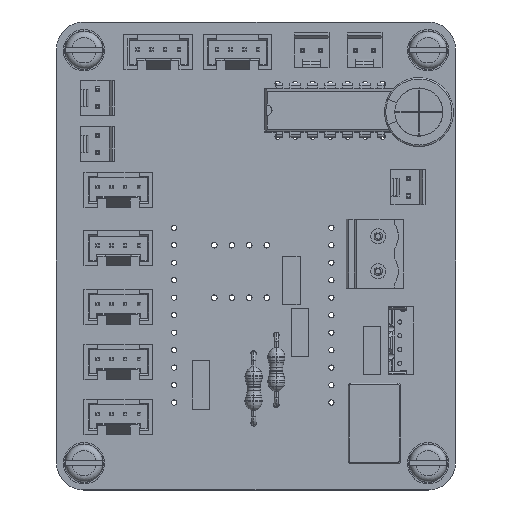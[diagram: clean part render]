
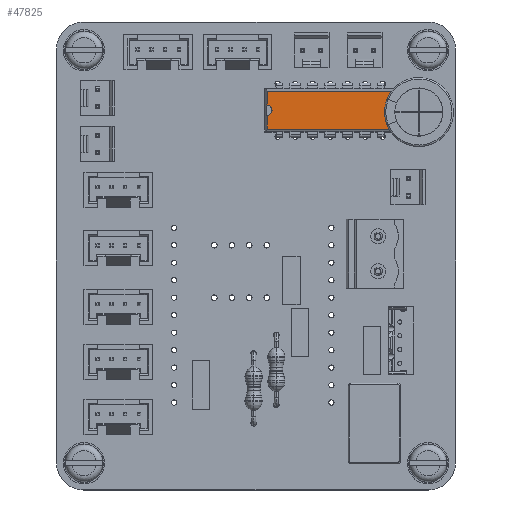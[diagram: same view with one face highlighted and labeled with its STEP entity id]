
A CAD part, top view. The second image highlights one B-rep face of the part: STEP entity #47825.
In plain terms, the highlighted planar face has unit normal (0, 0, 1).
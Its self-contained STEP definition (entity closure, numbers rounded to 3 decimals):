
#34218 = B_SPLINE_SURFACE_WITH_KNOTS('',1,1,(
    (#34219,#34220)
    ,(#34221,#34222
    )),.UNSPECIFIED.,.F.,.F.,.F.,(2,2),(2,2),(0.,18.9),(0.,1.),
  .PIECEWISE_BEZIER_KNOTS.);
#34219 = CARTESIAN_POINT('',(6.91,-17.07,2.157));
#34220 = CARTESIAN_POINT('',(6.586,-16.746,3.68));
#34221 = CARTESIAN_POINT('',(6.91,1.83,2.157));
#34222 = CARTESIAN_POINT('',(6.586,1.506,3.68));
#37258 = B_SPLINE_SURFACE_WITH_KNOTS('',1,1,(
    (#37259,#37260)
    ,(#37261,#37262
    )),.UNSPECIFIED.,.F.,.F.,.F.,(2,2),(2,2),(0.,6.2),(0.,1.),
  .PIECEWISE_BEZIER_KNOTS.);
#37259 = CARTESIAN_POINT('',(6.91,1.83,2.157));
#37260 = CARTESIAN_POINT('',(6.586,1.506,3.68));
#37261 = CARTESIAN_POINT('',(0.71,1.83,2.157));
#37262 = CARTESIAN_POINT('',(1.034,1.506,3.68));
#37339 = B_SPLINE_SURFACE_WITH_KNOTS('',1,1,(
    (#37340,#37341)
    ,(#37342,#37343
    )),.UNSPECIFIED.,.F.,.F.,.F.,(2,2),(2,2),(0.,18.9),(0.,1.),
  .PIECEWISE_BEZIER_KNOTS.);
#37340 = CARTESIAN_POINT('',(0.71,1.83,2.157));
#37341 = CARTESIAN_POINT('',(1.034,1.506,3.68));
#37342 = CARTESIAN_POINT('',(0.71,-17.07,2.157));
#37343 = CARTESIAN_POINT('',(1.034,-16.746,3.68));
#40366 = B_SPLINE_SURFACE_WITH_KNOTS('',1,1,(
    (#40367,#40368)
    ,(#40369,#40370
    )),.UNSPECIFIED.,.F.,.F.,.F.,(2,2),(2,2),(0.,6.2),(0.,1.),
  .PIECEWISE_BEZIER_KNOTS.);
#40367 = CARTESIAN_POINT('',(0.71,-17.07,2.157));
#40368 = CARTESIAN_POINT('',(1.034,-16.746,3.68));
#40369 = CARTESIAN_POINT('',(6.91,-17.07,2.157));
#40370 = CARTESIAN_POINT('',(6.586,-16.746,3.68));
#40538 = VERTEX_POINT('',#40539);
#40539 = CARTESIAN_POINT('',(6.586,1.506,3.68));
#40559 = EDGE_CURVE('',#40560,#40538,#40562,.T.);
#40560 = VERTEX_POINT('',#40561);
#40561 = CARTESIAN_POINT('',(6.586,-16.746,3.68));
#40562 = SURFACE_CURVE('',#40563,(#40567,#40573),.PCURVE_S1.);
#40563 = LINE('',#40564,#40565);
#40564 = CARTESIAN_POINT('',(6.586,-16.746,3.68));
#40565 = VECTOR('',#40566,1.);
#40566 = DIRECTION('',(0.,1.,0.));
#40567 = PCURVE('',#34218,#40568);
#40568 = DEFINITIONAL_REPRESENTATION('',(#40569),#40572);
#40569 = B_SPLINE_CURVE_WITH_KNOTS('',1,(#40570,#40571),.UNSPECIFIED.,
  .F.,.F.,(2,2),(0.,18.253),.PIECEWISE_BEZIER_KNOTS.);
#40570 = CARTESIAN_POINT('',(0.,1.));
#40571 = CARTESIAN_POINT('',(18.9,1.));
#40572 = ( GEOMETRIC_REPRESENTATION_CONTEXT(2) 
PARAMETRIC_REPRESENTATION_CONTEXT() REPRESENTATION_CONTEXT('2D SPACE',''
  ) );
#40573 = PCURVE('',#40574,#40579);
#40574 = PLANE('',#40575);
#40575 = AXIS2_PLACEMENT_3D('',#40576,#40577,#40578);
#40576 = CARTESIAN_POINT('',(6.586,-16.746,3.68));
#40577 = DIRECTION('',(-0.,0.,-1.));
#40578 = DIRECTION('',(-0.291,0.957,0.));
#40579 = DEFINITIONAL_REPRESENTATION('',(#40580),#40584);
#40580 = LINE('',#40581,#40582);
#40581 = CARTESIAN_POINT('',(0.,0.));
#40582 = VECTOR('',#40583,1.);
#40583 = DIRECTION('',(0.957,0.291));
#40584 = ( GEOMETRIC_REPRESENTATION_CONTEXT(2) 
PARAMETRIC_REPRESENTATION_CONTEXT() REPRESENTATION_CONTEXT('2D SPACE',''
  ) );
#43707 = VERTEX_POINT('',#43708);
#43708 = CARTESIAN_POINT('',(1.034,1.506,3.68));
#43728 = EDGE_CURVE('',#43729,#43707,#43731,.T.);
#43729 = VERTEX_POINT('',#43730);
#43730 = CARTESIAN_POINT('',(3.064,1.506,3.68));
#43731 = SURFACE_CURVE('',#43732,(#43736,#43742),.PCURVE_S1.);
#43732 = LINE('',#43733,#43734);
#43733 = CARTESIAN_POINT('',(6.586,1.506,3.68));
#43734 = VECTOR('',#43735,1.);
#43735 = DIRECTION('',(-1.,0.,0.));
#43736 = PCURVE('',#37258,#43737);
#43737 = DEFINITIONAL_REPRESENTATION('',(#43738),#43741);
#43738 = B_SPLINE_CURVE_WITH_KNOTS('',1,(#43739,#43740),.UNSPECIFIED.,
  .F.,.F.,(2,2),(3.523,5.553),
  .PIECEWISE_BEZIER_KNOTS.);
#43739 = CARTESIAN_POINT('',(3.933,1.));
#43740 = CARTESIAN_POINT('',(6.2,1.));
#43741 = ( GEOMETRIC_REPRESENTATION_CONTEXT(2) 
PARAMETRIC_REPRESENTATION_CONTEXT() REPRESENTATION_CONTEXT('2D SPACE',''
  ) );
#43742 = PCURVE('',#40574,#43743);
#43743 = DEFINITIONAL_REPRESENTATION('',(#43744),#43748);
#43744 = LINE('',#43745,#43746);
#43745 = CARTESIAN_POINT('',(17.462,5.312));
#43746 = VECTOR('',#43747,1.);
#43747 = DIRECTION('',(0.291,-0.957));
#43748 = ( GEOMETRIC_REPRESENTATION_CONTEXT(2) 
PARAMETRIC_REPRESENTATION_CONTEXT() REPRESENTATION_CONTEXT('2D SPACE',''
  ) );
#43930 = CYLINDRICAL_SURFACE('',#43931,0.75);
#43931 = AXIS2_PLACEMENT_3D('',#43932,#43933,#43934);
#43932 = CARTESIAN_POINT('',(3.81,1.581,3.68));
#43933 = DIRECTION('',(-0.,0.,-1.));
#43934 = DIRECTION('',(0.,-1.,-0.));
#44232 = VERTEX_POINT('',#44233);
#44233 = CARTESIAN_POINT('',(4.556,1.506,3.68));
#44484 = EDGE_CURVE('',#40538,#44232,#44485,.T.);
#44485 = SURFACE_CURVE('',#44486,(#44490,#44496),.PCURVE_S1.);
#44486 = LINE('',#44487,#44488);
#44487 = CARTESIAN_POINT('',(6.586,1.506,3.68));
#44488 = VECTOR('',#44489,1.);
#44489 = DIRECTION('',(-1.,0.,0.));
#44490 = PCURVE('',#37258,#44491);
#44491 = DEFINITIONAL_REPRESENTATION('',(#44492),#44495);
#44492 = B_SPLINE_CURVE_WITH_KNOTS('',1,(#44493,#44494),.UNSPECIFIED.,
  .F.,.F.,(2,2),(0.,2.03),.PIECEWISE_BEZIER_KNOTS.);
#44493 = CARTESIAN_POINT('',(0.,1.));
#44494 = CARTESIAN_POINT('',(2.267,1.));
#44495 = ( GEOMETRIC_REPRESENTATION_CONTEXT(2) 
PARAMETRIC_REPRESENTATION_CONTEXT() REPRESENTATION_CONTEXT('2D SPACE',''
  ) );
#44496 = PCURVE('',#40574,#44497);
#44497 = DEFINITIONAL_REPRESENTATION('',(#44498),#44502);
#44498 = LINE('',#44499,#44500);
#44499 = CARTESIAN_POINT('',(17.462,5.312));
#44500 = VECTOR('',#44501,1.);
#44501 = DIRECTION('',(0.291,-0.957));
#44502 = ( GEOMETRIC_REPRESENTATION_CONTEXT(2) 
PARAMETRIC_REPRESENTATION_CONTEXT() REPRESENTATION_CONTEXT('2D SPACE',''
  ) );
#44663 = VERTEX_POINT('',#44664);
#44664 = CARTESIAN_POINT('',(1.034,-16.746,3.68));
#44684 = EDGE_CURVE('',#43707,#44663,#44685,.T.);
#44685 = SURFACE_CURVE('',#44686,(#44690,#44696),.PCURVE_S1.);
#44686 = LINE('',#44687,#44688);
#44687 = CARTESIAN_POINT('',(1.034,1.506,3.68));
#44688 = VECTOR('',#44689,1.);
#44689 = DIRECTION('',(0.,-1.,0.));
#44690 = PCURVE('',#37339,#44691);
#44691 = DEFINITIONAL_REPRESENTATION('',(#44692),#44695);
#44692 = B_SPLINE_CURVE_WITH_KNOTS('',1,(#44693,#44694),.UNSPECIFIED.,
  .F.,.F.,(2,2),(0.,18.253),.PIECEWISE_BEZIER_KNOTS.);
#44693 = CARTESIAN_POINT('',(0.,1.));
#44694 = CARTESIAN_POINT('',(18.9,1.));
#44695 = ( GEOMETRIC_REPRESENTATION_CONTEXT(2) 
PARAMETRIC_REPRESENTATION_CONTEXT() REPRESENTATION_CONTEXT('2D SPACE',''
  ) );
#44696 = PCURVE('',#40574,#44697);
#44697 = DEFINITIONAL_REPRESENTATION('',(#44698),#44702);
#44698 = LINE('',#44699,#44700);
#44699 = CARTESIAN_POINT('',(19.078,0.));
#44700 = VECTOR('',#44701,1.);
#44701 = DIRECTION('',(-0.957,-0.291));
#44702 = ( GEOMETRIC_REPRESENTATION_CONTEXT(2) 
PARAMETRIC_REPRESENTATION_CONTEXT() REPRESENTATION_CONTEXT('2D SPACE',''
  ) );
#47805 = EDGE_CURVE('',#44663,#40560,#47806,.T.);
#47806 = SURFACE_CURVE('',#47807,(#47811,#47817),.PCURVE_S1.);
#47807 = LINE('',#47808,#47809);
#47808 = CARTESIAN_POINT('',(1.034,-16.746,3.68));
#47809 = VECTOR('',#47810,1.);
#47810 = DIRECTION('',(1.,0.,0.));
#47811 = PCURVE('',#40366,#47812);
#47812 = DEFINITIONAL_REPRESENTATION('',(#47813),#47816);
#47813 = B_SPLINE_CURVE_WITH_KNOTS('',1,(#47814,#47815),.UNSPECIFIED.,
  .F.,.F.,(2,2),(0.,5.553),.PIECEWISE_BEZIER_KNOTS.);
#47814 = CARTESIAN_POINT('',(0.,1.));
#47815 = CARTESIAN_POINT('',(6.2,1.));
#47816 = ( GEOMETRIC_REPRESENTATION_CONTEXT(2) 
PARAMETRIC_REPRESENTATION_CONTEXT() REPRESENTATION_CONTEXT('2D SPACE',''
  ) );
#47817 = PCURVE('',#40574,#47818);
#47818 = DEFINITIONAL_REPRESENTATION('',(#47819),#47823);
#47819 = LINE('',#47820,#47821);
#47820 = CARTESIAN_POINT('',(1.616,-5.312));
#47821 = VECTOR('',#47822,1.);
#47822 = DIRECTION('',(-0.291,0.957));
#47823 = ( GEOMETRIC_REPRESENTATION_CONTEXT(2) 
PARAMETRIC_REPRESENTATION_CONTEXT() REPRESENTATION_CONTEXT('2D SPACE',''
  ) );
#47825 = ADVANCED_FACE('',(#47826),#40574,.F.);
#47826 = FACE_BOUND('',#47827,.F.);
#47827 = EDGE_LOOP('',(#47828,#47829,#47830,#47831,#47832,#47856,#47878)
  );
#47828 = ORIENTED_EDGE('',*,*,#40559,.F.);
#47829 = ORIENTED_EDGE('',*,*,#47805,.F.);
#47830 = ORIENTED_EDGE('',*,*,#44684,.F.);
#47831 = ORIENTED_EDGE('',*,*,#43728,.F.);
#47832 = ORIENTED_EDGE('',*,*,#47833,.F.);
#47833 = EDGE_CURVE('',#47834,#43729,#47836,.T.);
#47834 = VERTEX_POINT('',#47835);
#47835 = CARTESIAN_POINT('',(3.81,0.831,3.68));
#47836 = SURFACE_CURVE('',#47837,(#47842,#47849),.PCURVE_S1.);
#47837 = CIRCLE('',#47838,0.75);
#47838 = AXIS2_PLACEMENT_3D('',#47839,#47840,#47841);
#47839 = CARTESIAN_POINT('',(3.81,1.581,3.68));
#47840 = DIRECTION('',(0.,-0.,-1.));
#47841 = DIRECTION('',(0.,-1.,0.));
#47842 = PCURVE('',#40574,#47843);
#47843 = DEFINITIONAL_REPRESENTATION('',(#47844),#47848);
#47844 = CIRCLE('',#47845,0.75);
#47845 = AXIS2_PLACEMENT_2D('',#47846,#47847);
#47846 = CARTESIAN_POINT('',(18.342,2.678));
#47847 = DIRECTION('',(-0.957,-0.291));
#47848 = ( GEOMETRIC_REPRESENTATION_CONTEXT(2) 
PARAMETRIC_REPRESENTATION_CONTEXT() REPRESENTATION_CONTEXT('2D SPACE',''
  ) );
#47849 = PCURVE('',#43930,#47850);
#47850 = DEFINITIONAL_REPRESENTATION('',(#47851),#47855);
#47851 = LINE('',#47852,#47853);
#47852 = CARTESIAN_POINT('',(0.,0.));
#47853 = VECTOR('',#47854,1.);
#47854 = DIRECTION('',(1.,0.));
#47855 = ( GEOMETRIC_REPRESENTATION_CONTEXT(2) 
PARAMETRIC_REPRESENTATION_CONTEXT() REPRESENTATION_CONTEXT('2D SPACE',''
  ) );
#47856 = ORIENTED_EDGE('',*,*,#47857,.F.);
#47857 = EDGE_CURVE('',#44232,#47834,#47858,.T.);
#47858 = SURFACE_CURVE('',#47859,(#47864,#47871),.PCURVE_S1.);
#47859 = CIRCLE('',#47860,0.75);
#47860 = AXIS2_PLACEMENT_3D('',#47861,#47862,#47863);
#47861 = CARTESIAN_POINT('',(3.81,1.581,3.68));
#47862 = DIRECTION('',(0.,-0.,-1.));
#47863 = DIRECTION('',(0.,-1.,0.));
#47864 = PCURVE('',#40574,#47865);
#47865 = DEFINITIONAL_REPRESENTATION('',(#47866),#47870);
#47866 = CIRCLE('',#47867,0.75);
#47867 = AXIS2_PLACEMENT_2D('',#47868,#47869);
#47868 = CARTESIAN_POINT('',(18.342,2.678));
#47869 = DIRECTION('',(-0.957,-0.291));
#47870 = ( GEOMETRIC_REPRESENTATION_CONTEXT(2) 
PARAMETRIC_REPRESENTATION_CONTEXT() REPRESENTATION_CONTEXT('2D SPACE',''
  ) );
#47871 = PCURVE('',#43930,#47872);
#47872 = DEFINITIONAL_REPRESENTATION('',(#47873),#47877);
#47873 = LINE('',#47874,#47875);
#47874 = CARTESIAN_POINT('',(-6.283,0.));
#47875 = VECTOR('',#47876,1.);
#47876 = DIRECTION('',(1.,0.));
#47877 = ( GEOMETRIC_REPRESENTATION_CONTEXT(2) 
PARAMETRIC_REPRESENTATION_CONTEXT() REPRESENTATION_CONTEXT('2D SPACE',''
  ) );
#47878 = ORIENTED_EDGE('',*,*,#44484,.F.);
